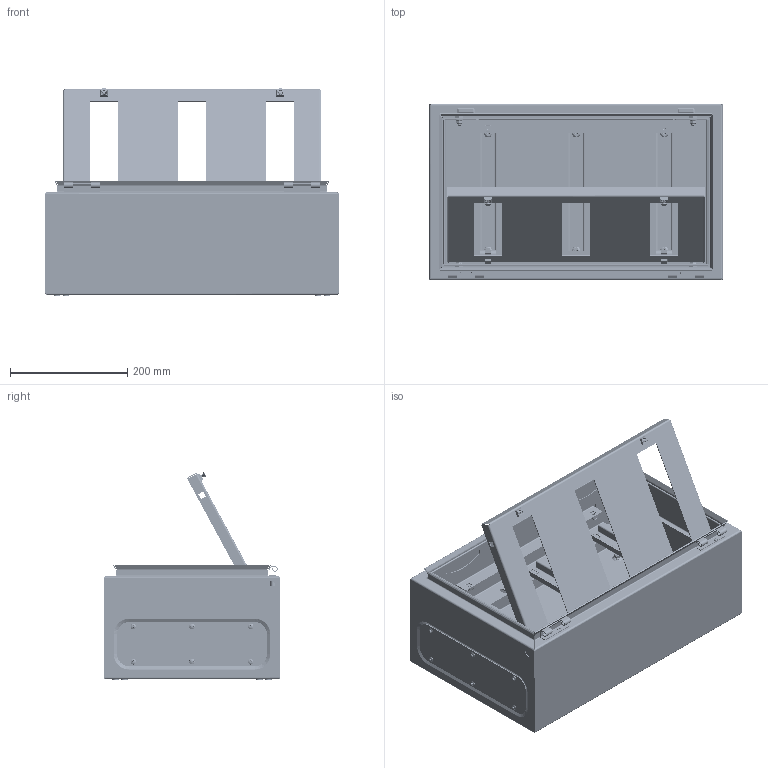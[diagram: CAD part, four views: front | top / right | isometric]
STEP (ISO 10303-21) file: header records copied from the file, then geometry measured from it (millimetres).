
FILE_DESCRIPTION (( 'STEP AP203' ), '1' );
FILE_NAME ('R5TM53.step', '2011-10-28T13:05:27', ( 'User' ), ( 'DKC' ), 'SwSTEP 2.0', 'SolidWorks 2011', '' );
FILE_SCHEMA (( 'CONFIG_CONTROL_DESIGN' ));
Length unit declared in the file: millimetre
Products named in the file (34): R5TM53; reduser; Sectioning sets R5TM 1 door_R5TM53; Rounded head screw with cross slot M6 x 12_ISO 7045 - M6 x 12 - Z --- 12S; Din profile CE_300; Perno AC00C148_AC00C148; screw M5x30_screw M5x30; AC00C129; Borchia quadra per pannelli distribuzione_AC00C147; Porta distribuzione_500õ300 ÑÂ02Ñ314; Dado gabbia 11x11 M5; dado quadrato 11x11 M5_Default; gabbia M6_Default; Cerniera CE AC00C146; Øïèëüêà çàïðåññîâàííàÿ â ïåòëþ M6 x 10_ M6x16; cerniera per panelli distribuzione CE_AC00C146; Frame for sectioning sets R5TM_500x300; Traversa porta_300 ﾑﾂ02ﾑ309; Montante porta_500 ﾑﾂ02ﾑ306; Frames CE assemble 11111_500x300x200 R5CE0532; end-cap_AC00C061; land; Tapping screw 4.8x9.5 AC00C352_AC00C352; End-cup AC00C383_Default; Tapping screw 4.2x16_Tapping screw 4.2x16; Blocchetto fissaggio cerniera AC00C354_AC00C354; CERNIERA AC00C399_Default; Flange nut M6_ISO 7044-M6-S; Perno M6 AC00C145_1; Sealant AC00C355; End-cup AC00C317_Default; Flanges CE_227x47; Sealants of flange_227x47; Frames CE 11111_500x300x200
Assembly tree (90 placements, depth 4):
  R5TM53
    Sectioning sets R5TM 1 door_R5TM53
      Flange nut M6_ISO 7044-M6-S  x8
      Borchia quadra per pannelli distribuzione_AC00C147  x2
      Perno AC00C148_AC00C148  x2
      Rounded head screw with cross slot M6 x 12_ISO 7045 - M6 x 12 - Z --- 12S  x6
      Din profile CE_300  x3
      screw M5x30_screw M5x30  x2
      Porta distribuzione_500õ300 ÑÂ02Ñ314
      AC00C129  x2
      Dado gabbia 11x11 M5  x2
        dado quadrato 11x11 M5_Default
        gabbia M6_Default
      Frame for sectioning sets R5TM_500x300
        Traversa porta_300 ﾑﾂ02ﾑ309  x2
        Montante porta_500 ﾑﾂ02ﾑ306  x2
      Cerniera CE AC00C146  x2
        Øïèëüêà çàïðåññîâàííàÿ â ïåòëþ M6 x 10_ M6x16
        cerniera per panelli distribuzione CE_AC00C146
    reduser  x4
    Flange nut M6_ISO 7044-M6-S  x4
    Frames CE assemble 11111_500x300x200 R5CE0532
      Sealant AC00C355  x4
      land  x4
      Flanges CE_227x47
      End-cup AC00C317_Default  x4
      Tapping screw 4.8x9.5 AC00C352_AC00C352  x6
      CERNIERA AC00C399_Default  x2
      Tapping screw 4.2x16_Tapping screw 4.2x16  x4
      end-cap_AC00C061  x2
      Perno M6 AC00C145_1  x4
      Blocchetto fissaggio cerniera AC00C354_AC00C354  x2
      Frames CE 11111_500x300x200
      Sealants of flange_227x47
      End-cup AC00C383_Default  x2
      Flange nut M6_ISO 7044-M6-S  x4
Bounding box: 500.13 x 300 x 354.16 mm (x, y, z)
Volume: 1270027.3 mm3; surface area: 1700770.2 mm2
Topology: 91 solids, 91 shells, 7350 faces, 18316 edges, 11176 vertices
Faces by surface type: cone 2202, cylinder 2014, plane 1590, bspline 1368, torus 152, sphere 24
Entity records: 149961 total; most frequent: CARTESIAN_POINT 91144, ORIENTED_EDGE 11732, DIRECTION 10705, EDGE_CURVE 5866, AXIS2_PLACEMENT_3D 3996, VERTEX_POINT 3624, LINE 2713, VECTOR 2713
